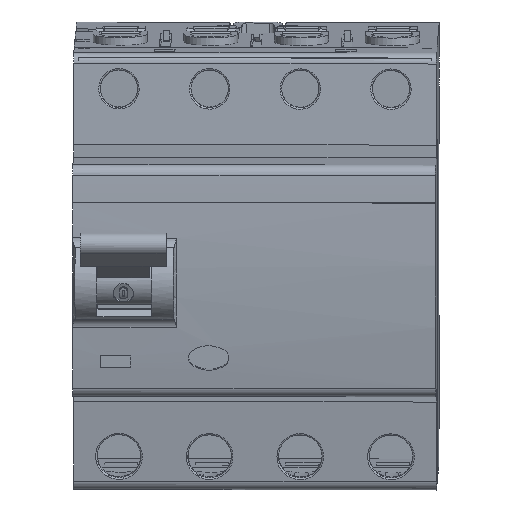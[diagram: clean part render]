
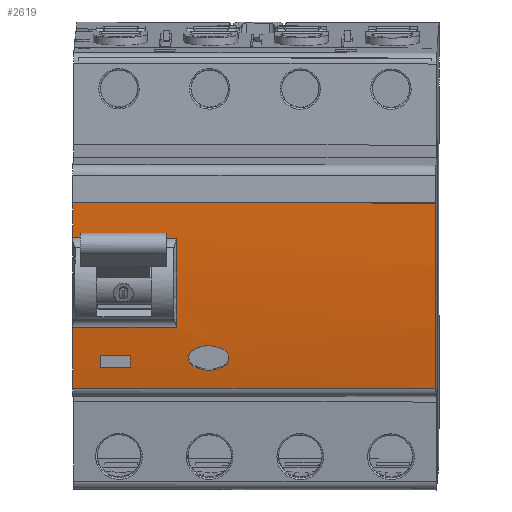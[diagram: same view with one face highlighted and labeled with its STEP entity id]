
A CAD part, top view. The second image highlights one B-rep face of the part: STEP entity #2619.
In plain terms, the highlighted cylindrical face has radius 200 mm (diameter 400 mm), a partial arc.
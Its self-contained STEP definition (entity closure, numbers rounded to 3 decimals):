
#761=AXIS2_PLACEMENT_3D('Circle Axis2P3D',#759,#760,$) ;
#789=AXIS2_PLACEMENT_3D('Circle Axis2P3D',#787,#788,$) ;
#2497=AXIS2_PLACEMENT_3D('Cylinder Axis2P3D',#2494,#2495,#2496) ;
#2508=AXIS2_PLACEMENT_3D('Circle Axis2P3D',#2506,#2507,$) ;
#2520=AXIS2_PLACEMENT_3D('Circle Axis2P3D',#2518,#2519,$) ;
#2542=AXIS2_PLACEMENT_3D('Circle Axis2P3D',#2540,#2541,$) ;
#2558=AXIS2_PLACEMENT_3D('Circle Axis2P3D',#2556,#2557,$) ;
#756=CARTESIAN_POINT('Vertex',(-63.158,-21.969,-0.734)) ;
#759=CARTESIAN_POINT('Axis2P3D Location',(-60.75,24.262,-195.302)) ;
#763=CARTESIAN_POINT('Vertex',(-63.169,-10.158,1.699)) ;
#784=CARTESIAN_POINT('Vertex',(-63.17,7.057,3.942)) ;
#787=CARTESIAN_POINT('Axis2P3D Location',(-60.75,24.262,-195.302)) ;
#791=CARTESIAN_POINT('Vertex',(-63.165,13.873,4.413)) ;
#2475=CARTESIAN_POINT('Line Origine',(-28.168,13.819,4.834)) ;
#2479=CARTESIAN_POINT('Vertex',(6.83,13.766,5.254)) ;
#2494=CARTESIAN_POINT('Axis2P3D Location',(-25.752,24.208,-194.882)) ;
#2499=CARTESIAN_POINT('Line Origine',(-28.161,-22.023,-0.313)) ;
#2503=CARTESIAN_POINT('Vertex',(6.837,-22.077,0.107)) ;
#2506=CARTESIAN_POINT('Axis2P3D Location',(9.245,24.154,-194.461)) ;
#2511=CARTESIAN_POINT('Line Origine',(-28.172,7.004,4.362)) ;
#2515=CARTESIAN_POINT('Vertex',(-43.171,7.027,4.182)) ;
#2518=CARTESIAN_POINT('Axis2P3D Location',(-40.751,24.231,-195.062)) ;
#2522=CARTESIAN_POINT('Vertex',(-43.171,-10.189,1.939)) ;
#2525=CARTESIAN_POINT('Line Origine',(-28.172,-10.212,2.119)) ;
#2540=CARTESIAN_POINT('Axis2P3D Location',(-55.45,24.253,-195.239)) ;
#2544=CARTESIAN_POINT('Vertex',(-57.863,-17.955,0.242)) ;
#2546=CARTESIAN_POINT('Vertex',(-57.866,-15.697,0.716)) ;
#2549=CARTESIAN_POINT('Line Origine',(-28.168,-15.743,1.073)) ;
#2553=CARTESIAN_POINT('Vertex',(-52.066,-15.706,0.786)) ;
#2556=CARTESIAN_POINT('Axis2P3D Location',(-49.651,24.245,-195.169)) ;
#2560=CARTESIAN_POINT('Vertex',(-52.064,-17.964,0.312)) ;
#2563=CARTESIAN_POINT('Line Origine',(-28.166,-18.,0.599)) ;
#2575=CARTESIAN_POINT('Control Point',(-40.09,-17.533,0.552)) ;
#2576=CARTESIAN_POINT('Control Point',(-40.628,-17.14,0.629)) ;
#2577=CARTESIAN_POINT('Control Point',(-40.982,-16.502,0.76)) ;
#2578=CARTESIAN_POINT('Control Point',(-40.983,-15.731,0.919)) ;
#2579=CARTESIAN_POINT('Control Point',(-40.63,-15.092,1.051)) ;
#2580=CARTESIAN_POINT('Control Point',(-40.092,-14.699,1.136)) ;
#2581=CARTESIAN_POINT('Vertex',(-40.09,-17.533,0.552)) ;
#2583=CARTESIAN_POINT('Vertex',(-40.092,-14.699,1.136)) ;
#2587=CARTESIAN_POINT('Control Point',(-40.092,-14.699,1.136)) ;
#2588=CARTESIAN_POINT('Control Point',(-38.692,-13.788,1.334)) ;
#2589=CARTESIAN_POINT('Control Point',(-36.919,-13.412,1.424)) ;
#2590=CARTESIAN_POINT('Control Point',(-35.145,-13.794,1.376)) ;
#2591=CARTESIAN_POINT('Control Point',(-33.744,-14.709,1.212)) ;
#2592=CARTESIAN_POINT('Vertex',(-33.744,-14.709,1.212)) ;
#2596=CARTESIAN_POINT('Control Point',(-33.741,-17.543,0.628)) ;
#2597=CARTESIAN_POINT('Control Point',(-33.203,-17.152,0.718)) ;
#2598=CARTESIAN_POINT('Control Point',(-32.851,-16.514,0.858)) ;
#2599=CARTESIAN_POINT('Control Point',(-32.851,-15.744,1.017)) ;
#2600=CARTESIAN_POINT('Control Point',(-33.205,-15.103,1.14)) ;
#2601=CARTESIAN_POINT('Control Point',(-33.744,-14.709,1.212)) ;
#2602=CARTESIAN_POINT('Vertex',(-33.741,-17.543,0.628)) ;
#2606=CARTESIAN_POINT('Control Point',(-33.741,-17.543,0.628)) ;
#2607=CARTESIAN_POINT('Control Point',(-34.861,-18.271,0.459)) ;
#2608=CARTESIAN_POINT('Control Point',(-36.199,-18.677,0.352)) ;
#2609=CARTESIAN_POINT('Control Point',(-37.629,-18.675,0.335)) ;
#2610=CARTESIAN_POINT('Control Point',(-38.969,-18.264,0.41)) ;
#2611=CARTESIAN_POINT('Control Point',(-40.09,-17.533,0.552)) ;
#760=DIRECTION('Axis2P3D Direction',(1.,-0.002,0.012)) ;
#788=DIRECTION('Axis2P3D Direction',(1.,-0.002,0.012)) ;
#2476=DIRECTION('Vector Direction',(1.,-0.002,0.012)) ;
#2495=DIRECTION('Axis2P3D Direction',(1.,-0.002,0.012)) ;
#2496=DIRECTION('Axis2P3D XDirection',(-0.012,-0.052,0.999)) ;
#2500=DIRECTION('Vector Direction',(1.,-0.002,0.012)) ;
#2507=DIRECTION('Axis2P3D Direction',(1.,-0.002,0.012)) ;
#2512=DIRECTION('Vector Direction',(1.,-0.002,0.012)) ;
#2519=DIRECTION('Axis2P3D Direction',(1.,-0.002,0.012)) ;
#2526=DIRECTION('Vector Direction',(1.,-0.002,0.012)) ;
#2541=DIRECTION('Axis2P3D Direction',(1.,-0.002,0.012)) ;
#2550=DIRECTION('Vector Direction',(1.,-0.002,0.012)) ;
#2557=DIRECTION('Axis2P3D Direction',(1.,-0.002,0.012)) ;
#2564=DIRECTION('Vector Direction',(1.,-0.002,0.012)) ;
#2477=VECTOR('Line Direction',#2476,1.) ;
#2501=VECTOR('Line Direction',#2500,1.) ;
#2513=VECTOR('Line Direction',#2512,1.) ;
#2527=VECTOR('Line Direction',#2526,1.) ;
#2551=VECTOR('Line Direction',#2550,1.) ;
#2565=VECTOR('Line Direction',#2564,1.) ;
#2531=ORIENTED_EDGE('',*,*,#765,.T.) ;
#2532=ORIENTED_EDGE('',*,*,#2505,.T.) ;
#2533=ORIENTED_EDGE('',*,*,#2510,.F.) ;
#2534=ORIENTED_EDGE('',*,*,#2481,.F.) ;
#2535=ORIENTED_EDGE('',*,*,#793,.T.) ;
#2536=ORIENTED_EDGE('',*,*,#2517,.T.) ;
#2537=ORIENTED_EDGE('',*,*,#2524,.F.) ;
#2538=ORIENTED_EDGE('',*,*,#2529,.F.) ;
#2569=ORIENTED_EDGE('',*,*,#2548,.T.) ;
#2570=ORIENTED_EDGE('',*,*,#2555,.F.) ;
#2571=ORIENTED_EDGE('',*,*,#2562,.F.) ;
#2572=ORIENTED_EDGE('',*,*,#2567,.T.) ;
#2614=ORIENTED_EDGE('',*,*,#2585,.T.) ;
#2615=ORIENTED_EDGE('',*,*,#2594,.T.) ;
#2616=ORIENTED_EDGE('',*,*,#2604,.F.) ;
#2617=ORIENTED_EDGE('',*,*,#2612,.T.) ;
#2573=FACE_BOUND('',#2568,.T.) ;
#2618=FACE_BOUND('',#2613,.T.) ;
#2619=ADVANCED_FACE('CALOTTA_QUADRIPOLARE_25MMQ',(#2539,#2573,#2618),#2498,.T.) ;
#2574=B_SPLINE_CURVE_WITH_KNOTS('',5,(#2575,#2576,#2577,#2578,#2579,#2580),.UNSPECIFIED.,.F.,.U.,(6,6),(0.,4.747),.UNSPECIFIED.) ;
#2586=B_SPLINE_CURVE_WITH_KNOTS('',4,(#2587,#2588,#2589,#2590,#2591),.UNSPECIFIED.,.F.,.U.,(5,5),(0.,9.516),.UNSPECIFIED.) ;
#2595=B_SPLINE_CURVE_WITH_KNOTS('',5,(#2596,#2597,#2598,#2599,#2600,#2601),.UNSPECIFIED.,.F.,.U.,(6,6),(0.,4.747),.UNSPECIFIED.) ;
#2605=B_SPLINE_CURVE_WITH_KNOTS('',5,(#2606,#2607,#2608,#2609,#2610,#2611),.UNSPECIFIED.,.F.,.U.,(6,6),(0.,9.517),.UNSPECIFIED.) ;
#762=CIRCLE('generated circle',#761,200.) ;
#790=CIRCLE('generated circle',#789,200.) ;
#2509=CIRCLE('generated circle',#2508,200.) ;
#2521=CIRCLE('generated circle',#2520,200.) ;
#2543=CIRCLE('generated circle',#2542,200.) ;
#2559=CIRCLE('generated circle',#2558,200.) ;
#2498=CYLINDRICAL_SURFACE('generated cylinder',#2497,200.) ;
#765=EDGE_CURVE('',#764,#757,#762,.T.) ;
#793=EDGE_CURVE('',#792,#785,#790,.T.) ;
#2481=EDGE_CURVE('',#792,#2480,#2478,.T.) ;
#2505=EDGE_CURVE('',#757,#2504,#2502,.T.) ;
#2510=EDGE_CURVE('',#2480,#2504,#2509,.T.) ;
#2517=EDGE_CURVE('',#785,#2516,#2514,.T.) ;
#2524=EDGE_CURVE('',#2523,#2516,#2521,.F.) ;
#2529=EDGE_CURVE('',#764,#2523,#2528,.T.) ;
#2548=EDGE_CURVE('',#2545,#2547,#2543,.F.) ;
#2555=EDGE_CURVE('',#2554,#2547,#2552,.F.) ;
#2562=EDGE_CURVE('',#2561,#2554,#2559,.F.) ;
#2567=EDGE_CURVE('',#2561,#2545,#2566,.F.) ;
#2585=EDGE_CURVE('',#2582,#2584,#2574,.T.) ;
#2594=EDGE_CURVE('',#2584,#2593,#2586,.T.) ;
#2604=EDGE_CURVE('',#2603,#2593,#2595,.T.) ;
#2612=EDGE_CURVE('',#2603,#2582,#2605,.T.) ;
#2530=EDGE_LOOP('',(#2531,#2532,#2533,#2534,#2535,#2536,#2537,#2538)) ;
#2568=EDGE_LOOP('',(#2569,#2570,#2571,#2572)) ;
#2613=EDGE_LOOP('',(#2614,#2615,#2616,#2617)) ;
#2539=FACE_OUTER_BOUND('',#2530,.T.) ;
#2478=LINE('Line',#2475,#2477) ;
#2502=LINE('Line',#2499,#2501) ;
#2514=LINE('Line',#2511,#2513) ;
#2528=LINE('Line',#2525,#2527) ;
#2552=LINE('Line',#2549,#2551) ;
#2566=LINE('Line',#2563,#2565) ;
#757=VERTEX_POINT('',#756) ;
#764=VERTEX_POINT('',#763) ;
#785=VERTEX_POINT('',#784) ;
#792=VERTEX_POINT('',#791) ;
#2480=VERTEX_POINT('',#2479) ;
#2504=VERTEX_POINT('',#2503) ;
#2516=VERTEX_POINT('',#2515) ;
#2523=VERTEX_POINT('',#2522) ;
#2545=VERTEX_POINT('',#2544) ;
#2547=VERTEX_POINT('',#2546) ;
#2554=VERTEX_POINT('',#2553) ;
#2561=VERTEX_POINT('',#2560) ;
#2582=VERTEX_POINT('',#2581) ;
#2584=VERTEX_POINT('',#2583) ;
#2593=VERTEX_POINT('',#2592) ;
#2603=VERTEX_POINT('',#2602) ;
